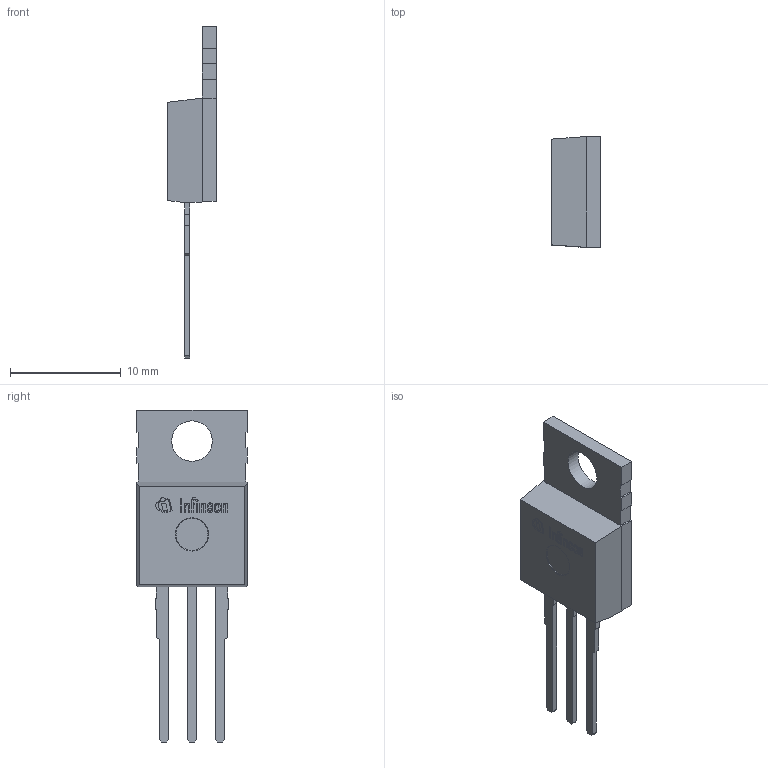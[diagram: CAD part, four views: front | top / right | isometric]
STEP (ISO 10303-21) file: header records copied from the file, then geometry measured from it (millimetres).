
FILE_DESCRIPTION(/* description */ (''),/* implementation_level */ '2;1');
FILE_NAME(/* name */ 'PG-TO220-3-321_Z8B00190564_V03_3D.stp',/* time_stamp */ '2021-02-18T16:25:26+06:00',/* author */ ('janartha'),/* organization */ (''),/* preprocessor_version */ 'ST-DEVELOPER v16.13',/* originating_system */ 'AutoCAD Mechanical',/* authorisation */ '');
FILE_SCHEMA (('AUTOMOTIVE_DESIGN { 1 0 10303 214 3 1 1 }'));
Length unit declared in the file: millimetre
Products named in the file (1): Product
Bounding box: 4.41 x 10 x 29.95 mm (x, y, z)
Volume: 551.3 mm3; surface area: 754.3 mm2
Topology: 17 solids, 17 shells, 204 faces, 504 edges, 335 vertices
Faces by surface type: plane 179, bspline 18, cylinder 6, torus 1
Full cylindrical faces by diameter (mm): 0.201 x1, 0.403 x1, 3 x1, 3.65 x1
Entity records: 6122 total; most frequent: CARTESIAN_POINT 1413, ORIENTED_EDGE 998, DIRECTION 850, EDGE_CURVE 499, LINE 450, VECTOR 450, VERTEX_POINT 335, EDGE_LOOP 216
